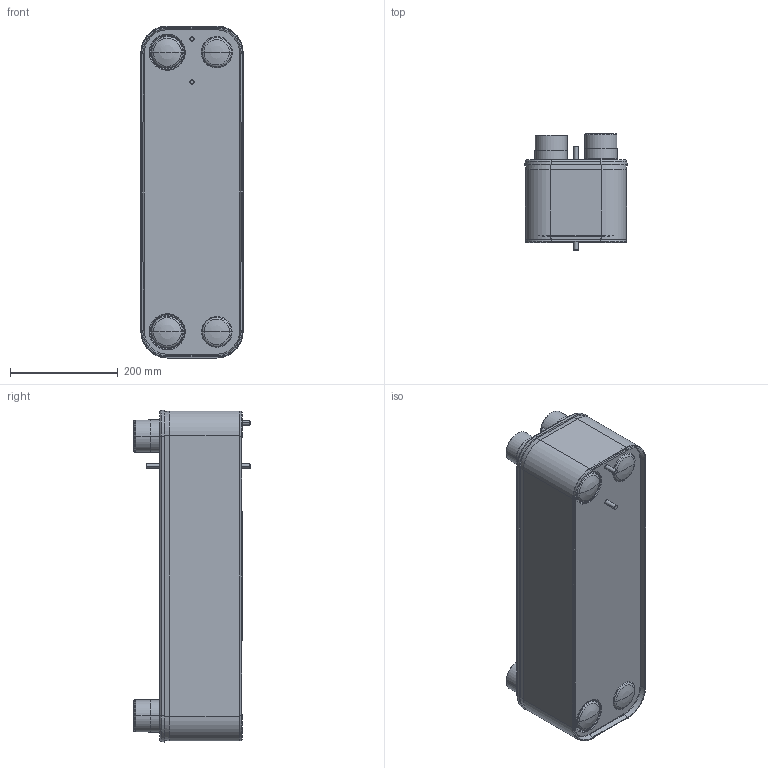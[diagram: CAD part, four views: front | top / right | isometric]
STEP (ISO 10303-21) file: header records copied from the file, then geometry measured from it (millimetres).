
FILE_DESCRIPTION((''),'2;1');
FILE_NAME('CB110_54L_3287101604_ASM','2021-01-05T09:26:37',('CNSHIPU'),(''),'CREO PARAMETRIC BY PTC INC, 2020281','CREO PARAMETRIC BY PTC INC, 2020281','');
FILE_SCHEMA(('CONFIG_CONTROL_DESIGN'));
Length unit declared in the file: millimetre
Products named in the file (7): CB110_54_CH_BLOCK; CB110_FP_S1S2S3S4_51; CB110_PP; 1625782; SB_M8_25; LABEL_STD; CB110_54L_3287101604_ASM
Assembly tree (12 placements, depth 2):
  CB110_54L_3287101604_ASM
    CB110_54_CH_BLOCK
    CB110_FP_S1S2S3S4_51
    CB110_PP
    1625782  x4
    SB_M8_25  x4
    LABEL_STD
Bounding box: 190.04 x 215.9 x 616.25 mm (x, y, z)
Volume: 14767279.4 mm3; surface area: 1164200.8 mm2
Topology: 19 solids, 27 shells, 695 faces, 1625 edges, 1000 vertices
Faces by surface type: plane 277, cylinder 162, torus 118, cone 106, bspline 16, sphere 16
Entity records: 16768 total; most frequent: CARTESIAN_POINT 3426, DIRECTION 2875, ORIENTED_EDGE 2634, EDGE_CURVE 1321, AXIS2_PLACEMENT_3D 1067, VERTEX_POINT 826, VECTOR 741, LINE 741
